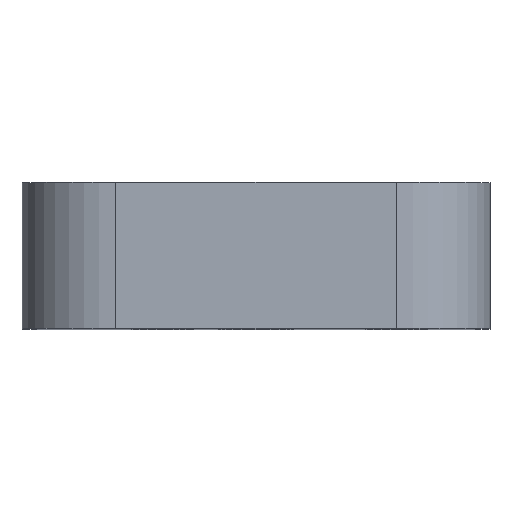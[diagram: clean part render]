
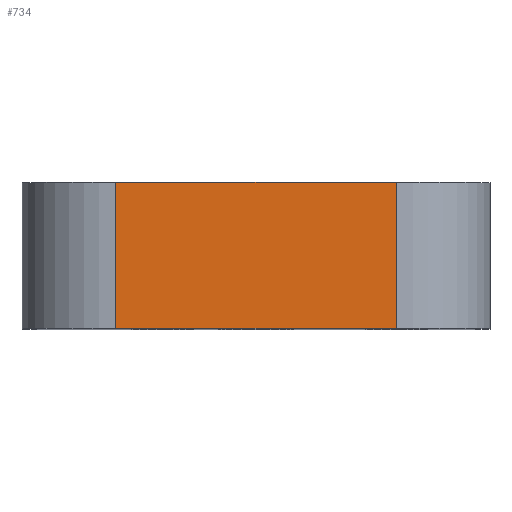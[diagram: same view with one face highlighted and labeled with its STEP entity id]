
A CAD part, top view. The second image highlights one B-rep face of the part: STEP entity #734.
In plain terms, the highlighted planar face has unit normal (0, 0, 1).
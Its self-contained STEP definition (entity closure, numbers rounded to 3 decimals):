
#18 = CARTESIAN_POINT ( 'NONE',  ( -15., 0., 0. ) ) ;
#58 = DIRECTION ( 'NONE',  ( 1., 0., 0. ) ) ;
#65 = EDGE_CURVE ( 'NONE', #271, #118, #422, .T. ) ;
#74 = DIRECTION ( 'NONE',  ( 0., -1., 0. ) ) ;
#77 = CARTESIAN_POINT ( 'NONE',  ( -15., 15.6, 0. ) ) ;
#82 = VECTOR ( 'NONE', #372, 1000. ) ;
#84 = VECTOR ( 'NONE', #58, 1000. ) ;
#118 = VERTEX_POINT ( 'NONE', #18 ) ;
#139 = DIRECTION ( 'NONE',  ( -1., 0., 0. ) ) ;
#140 = CARTESIAN_POINT ( 'NONE',  ( -25., 0., 0. ) ) ;
#149 = PLANE ( 'NONE',  #665 ) ;
#198 = CARTESIAN_POINT ( 'NONE',  ( -25., 15.6, 0. ) ) ;
#207 = CARTESIAN_POINT ( 'NONE',  ( -15., 15.6, 0. ) ) ;
#235 = CARTESIAN_POINT ( 'NONE',  ( 15., 15.6, 0. ) ) ;
#260 = LINE ( 'NONE', #323, #410 ) ;
#271 = VERTEX_POINT ( 'NONE', #207 ) ;
#274 = ORIENTED_EDGE ( 'NONE', *, *, #65, .T. ) ;
#275 = EDGE_CURVE ( 'NONE', #721, #309, #260, .T. ) ;
#279 = EDGE_CURVE ( 'NONE', #118, #721, #549, .T. ) ;
#287 = LINE ( 'NONE', #390, #84 ) ;
#292 = VECTOR ( 'NONE', #74, 1000. ) ;
#309 = VERTEX_POINT ( 'NONE', #235 ) ;
#323 = CARTESIAN_POINT ( 'NONE',  ( 15., 15.6, 0. ) ) ;
#372 = DIRECTION ( 'NONE',  ( 1., 0., 0. ) ) ;
#390 = CARTESIAN_POINT ( 'NONE',  ( -25., 15.6, 0. ) ) ;
#410 = VECTOR ( 'NONE', #660, 1000. ) ;
#422 = LINE ( 'NONE', #77, #292 ) ;
#432 = EDGE_CURVE ( 'NONE', #271, #309, #287, .T. ) ;
#443 = ORIENTED_EDGE ( 'NONE', *, *, #432, .F. ) ;
#502 = ORIENTED_EDGE ( 'NONE', *, *, #279, .T. ) ;
#520 = ORIENTED_EDGE ( 'NONE', *, *, #275, .T. ) ;
#549 = LINE ( 'NONE', #140, #82 ) ;
#593 = EDGE_LOOP ( 'NONE', ( #502, #520, #443, #274 ) ) ;
#596 = FACE_OUTER_BOUND ( 'NONE', #593, .T. ) ;
#660 = DIRECTION ( 'NONE',  ( 0., 1., 0. ) ) ;
#665 = AXIS2_PLACEMENT_3D ( 'NONE', #198, #722, #139 ) ;
#670 = CARTESIAN_POINT ( 'NONE',  ( 15., 0., 0. ) ) ;
#721 = VERTEX_POINT ( 'NONE', #670 ) ;
#722 = DIRECTION ( 'NONE',  ( 0., 0., -1. ) ) ;
#734 = ADVANCED_FACE ( 'NONE', ( #596 ), #149, .F. ) ;
